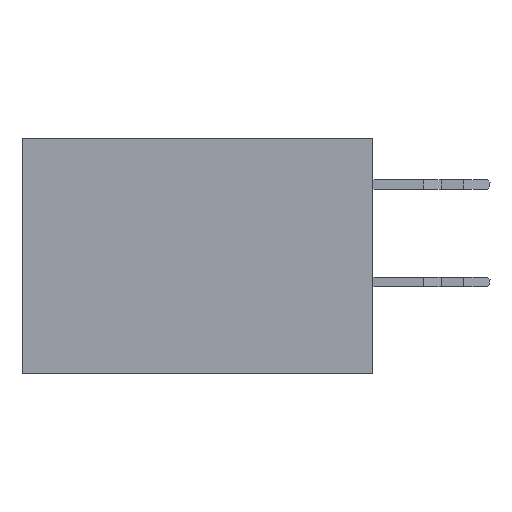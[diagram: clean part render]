
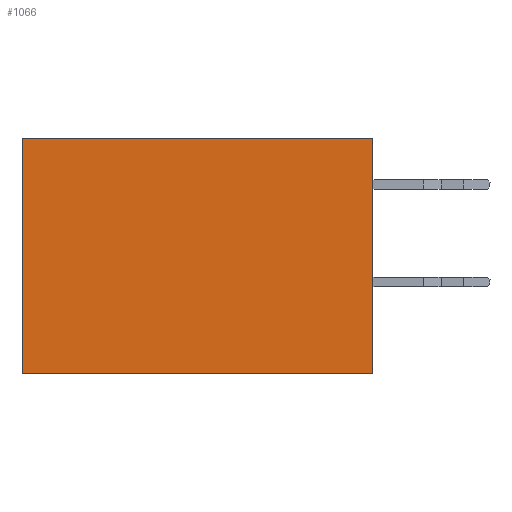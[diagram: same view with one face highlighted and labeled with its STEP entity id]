
A CAD part, left-side view. The second image highlights one B-rep face of the part: STEP entity #1066.
In plain terms, the highlighted planar face has unit normal (-1, 0, 0).
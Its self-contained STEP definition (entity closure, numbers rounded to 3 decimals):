
#643=CARTESIAN_POINT('',(0.,7.2,0.));
#644=VERTEX_POINT('',#643);
#651=CARTESIAN_POINT('',(0.,0.,0.));
#652=VERTEX_POINT('',#651);
#653=CARTESIAN_POINT('',(0.,7.2,0.));
#654=DIRECTION('',(0.,-1.,0.));
#655=VECTOR('',#654,7.2);
#656=LINE('',#653,#655);
#657=EDGE_CURVE('',#644,#652,#656,.T.);
#1036=CARTESIAN_POINT('',(0.,3.6,-2.42));
#1037=DIRECTION('',(0.,0.,1.));
#1038=DIRECTION('',(-1.,0.,0.));
#1039=AXIS2_PLACEMENT_3D('',#1036,#1038,#1037);
#1040=PLANE('',#1039);
#1041=CARTESIAN_POINT('',(0.,0.,-4.84));
#1042=VERTEX_POINT('',#1041);
#1043=CARTESIAN_POINT('',(0.,0.,0.));
#1044=DIRECTION('',(0.,0.,-1.));
#1045=VECTOR('',#1044,4.84);
#1046=LINE('',#1043,#1045);
#1047=EDGE_CURVE('',#652,#1042,#1046,.T.);
#1048=ORIENTED_EDGE('',*,*,#1047,.F.);
#1049=ORIENTED_EDGE('',*,*,#657,.F.);
#1050=CARTESIAN_POINT('',(0.,7.2,-4.84));
#1051=VERTEX_POINT('',#1050);
#1052=CARTESIAN_POINT('',(0.,7.2,0.));
#1053=DIRECTION('',(0.,0.,-1.));
#1054=VECTOR('',#1053,4.84);
#1055=LINE('',#1052,#1054);
#1056=EDGE_CURVE('',#644,#1051,#1055,.T.);
#1057=ORIENTED_EDGE('',*,*,#1056,.T.);
#1058=CARTESIAN_POINT('',(0.,7.2,-4.84));
#1059=DIRECTION('',(0.,-1.,0.));
#1060=VECTOR('',#1059,7.2);
#1061=LINE('',#1058,#1060);
#1062=EDGE_CURVE('',#1051,#1042,#1061,.T.);
#1063=ORIENTED_EDGE('',*,*,#1062,.T.);
#1064=EDGE_LOOP('',(#1048,#1049,#1057,#1063));
#1065=FACE_OUTER_BOUND('',#1064,.T.);
#1066=ADVANCED_FACE('',(#1065),#1040,.T.);
